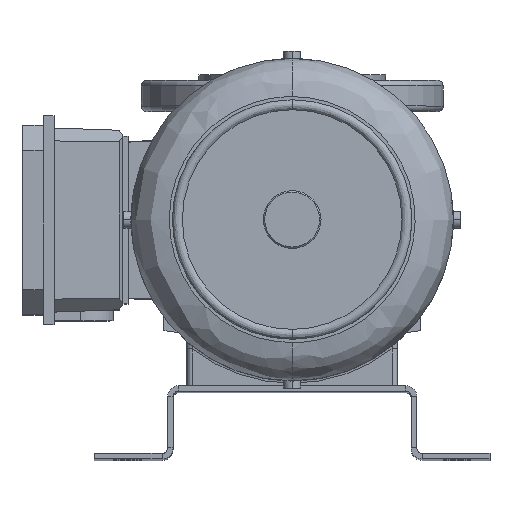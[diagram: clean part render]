
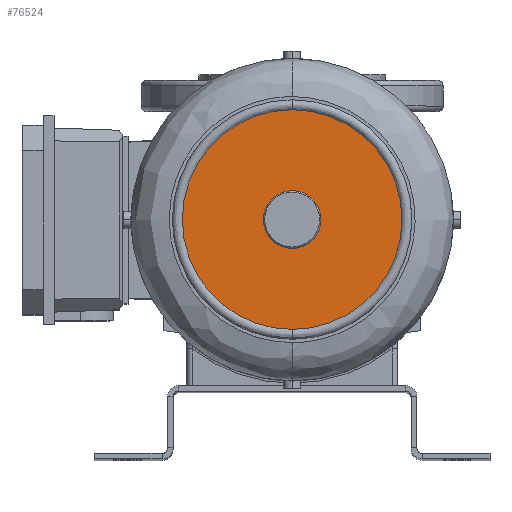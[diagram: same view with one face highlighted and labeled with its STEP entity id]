
A CAD part, top view. The second image highlights one B-rep face of the part: STEP entity #76524.
In plain terms, the highlighted planar face has unit normal (0, 0, 1).
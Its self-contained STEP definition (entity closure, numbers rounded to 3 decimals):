
#538 = EDGE_LOOP ( 'NONE', ( #18977, #24987 ) ) ;
#7309 = CARTESIAN_POINT ( 'NONE',  ( 402.276, 641.227, 1502.111 ) ) ;
#8333 = AXIS2_PLACEMENT_3D ( 'NONE', #72386, #107640, #89380 ) ;
#13965 = CARTESIAN_POINT ( 'NONE',  ( 386.526, 701.199, 1502.111 ) ) ;
#18977 = ORIENTED_EDGE ( 'NONE', *, *, #111380, .F. ) ;
#19650 = DIRECTION ( 'NONE',  ( -1., 0., 0. ) ) ;
#20013 = ORIENTED_EDGE ( 'NONE', *, *, #83324, .T. ) ;
#22214 = DIRECTION ( 'NONE',  ( -1., 0., 0. ) ) ;
#23772 = AXIS2_PLACEMENT_3D ( 'NONE', #54998, #90791, #19650 ) ;
#24478 = AXIS2_PLACEMENT_3D ( 'NONE', #92784, #48068, #22214 ) ;
#24987 = ORIENTED_EDGE ( 'NONE', *, *, #78223, .F. ) ;
#29332 = DIRECTION ( 'NONE',  ( 0., 1., 0. ) ) ;
#29744 = EDGE_LOOP ( 'NONE', ( #74926, #20013 ) ) ;
#39486 = CIRCLE ( 'NONE', #24478, 15.75 ) ;
#45828 = PLANE ( 'NONE',  #112240 ) ;
#45831 = VERTEX_POINT ( 'NONE', #7309 ) ;
#46339 = CIRCLE ( 'NONE', #23772, 15.75 ) ;
#48068 = DIRECTION ( 'NONE',  ( 0., 0., -1. ) ) ;
#54998 = CARTESIAN_POINT ( 'NONE',  ( 386.526, 641.227, 1502.111 ) ) ;
#55182 = DIRECTION ( 'NONE',  ( 0., 1., 0. ) ) ;
#58710 = EDGE_CURVE ( 'NONE', #88211, #45831, #39486, .T. ) ;
#59968 = VERTEX_POINT ( 'NONE', #13965 ) ;
#67786 = CARTESIAN_POINT ( 'NONE',  ( 386.526, 581.255, 1502.111 ) ) ;
#72386 = CARTESIAN_POINT ( 'NONE',  ( 386.526, 641.227, 1502.111 ) ) ;
#74926 = ORIENTED_EDGE ( 'NONE', *, *, #58710, .T. ) ;
#76524 = ADVANCED_FACE ( 'NONE', ( #97618, #107033 ), #45828, .T. ) ;
#78223 = EDGE_CURVE ( 'NONE', #59968, #111150, #97994, .T. ) ;
#80464 = CARTESIAN_POINT ( 'NONE',  ( 386.526, 641.227, 1502.111 ) ) ;
#81989 = CARTESIAN_POINT ( 'NONE',  ( 370.776, 641.227, 1502.111 ) ) ;
#82271 = CARTESIAN_POINT ( 'NONE',  ( 386.526, 679.088, 1502.111 ) ) ;
#83324 = EDGE_CURVE ( 'NONE', #45831, #88211, #46339, .T. ) ;
#88211 = VERTEX_POINT ( 'NONE', #81989 ) ;
#89380 = DIRECTION ( 'NONE',  ( 0., 1., 0. ) ) ;
#90791 = DIRECTION ( 'NONE',  ( 0., 0., -1. ) ) ;
#92784 = CARTESIAN_POINT ( 'NONE',  ( 386.526, 641.227, 1502.111 ) ) ;
#94201 = AXIS2_PLACEMENT_3D ( 'NONE', #80464, #108672, #55182 ) ;
#97618 = FACE_OUTER_BOUND ( 'NONE', #538, .T. ) ;
#97994 = CIRCLE ( 'NONE', #94201, 59.972 ) ;
#100292 = CIRCLE ( 'NONE', #8333, 59.972 ) ;
#100500 = DIRECTION ( 'NONE',  ( 0., 0., 1. ) ) ;
#107033 = FACE_BOUND ( 'NONE', #29744, .T. ) ;
#107640 = DIRECTION ( 'NONE',  ( 0., 0., -1. ) ) ;
#108672 = DIRECTION ( 'NONE',  ( 0., 0., -1. ) ) ;
#111150 = VERTEX_POINT ( 'NONE', #67786 ) ;
#111380 = EDGE_CURVE ( 'NONE', #111150, #59968, #100292, .T. ) ;
#112240 = AXIS2_PLACEMENT_3D ( 'NONE', #82271, #100500, #29332 ) ;
